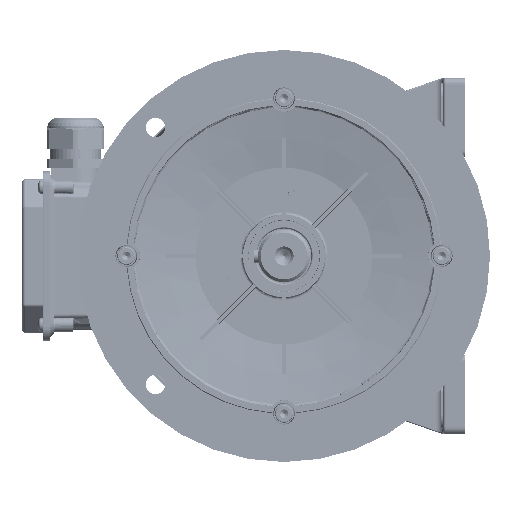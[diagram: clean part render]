
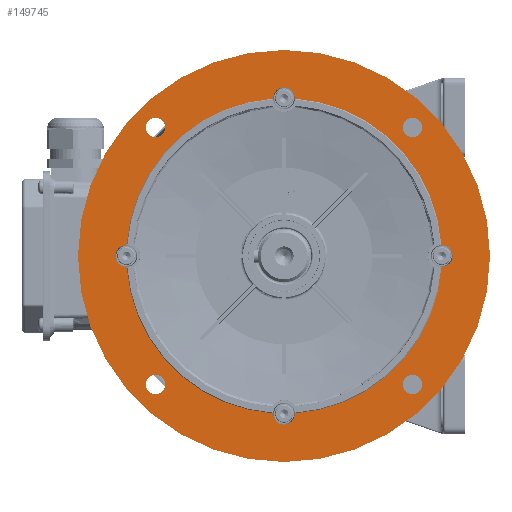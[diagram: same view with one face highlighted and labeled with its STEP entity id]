
A CAD part, left-side view. The second image highlights one B-rep face of the part: STEP entity #149745.
In plain terms, the highlighted face is planar.
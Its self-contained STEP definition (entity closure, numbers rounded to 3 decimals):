
#149082=CARTESIAN_POINT('',(-7.917,114.727,4.5));
#149083=VERTEX_POINT('',#149082);
#149091=CARTESIAN_POINT('',(7.917,114.727,4.5));
#149092=VERTEX_POINT('',#149091);
#149093=CARTESIAN_POINT('',(0.,115.,4.5));
#149094=DIRECTION('',(0.0,0.0,-1.0));
#149095=DIRECTION('',(-1.0,0.0,0.0));
#149096=AXIS2_PLACEMENT_3D('',#149093,#149094,#149095);
#149097=CIRCLE('',#149096,7.921);
#149098=EDGE_CURVE('',#149083,#149092,#149097,.T.);
#149302=CARTESIAN_POINT('',(114.727,7.917,4.5));
#149303=VERTEX_POINT('',#149302);
#149311=CARTESIAN_POINT('',(114.727,-7.917,4.5));
#149312=VERTEX_POINT('',#149311);
#149313=CARTESIAN_POINT('',(115.,0.,4.5));
#149314=DIRECTION('',(0.0,0.0,-1.0));
#149315=DIRECTION('',(-1.0,0.0,0.0));
#149316=AXIS2_PLACEMENT_3D('',#149313,#149314,#149315);
#149317=CIRCLE('',#149316,7.921);
#149318=EDGE_CURVE('',#149303,#149312,#149317,.T.);
#149377=CARTESIAN_POINT('',(-114.727,7.917,4.5));
#149378=VERTEX_POINT('',#149377);
#149386=CARTESIAN_POINT('',(0.0,0.0,4.5));
#149387=DIRECTION('',(0.0,0.0,-1.0));
#149388=DIRECTION('',(-1.0,0.0,0.0));
#149389=AXIS2_PLACEMENT_3D('',#149386,#149387,#149388);
#149390=CIRCLE('',#149389,115.0);
#149391=EDGE_CURVE('',#149378,#149083,#149390,.T.);
#149442=CARTESIAN_POINT('',(7.917,-114.727,4.5));
#149443=VERTEX_POINT('',#149442);
#149451=CARTESIAN_POINT('',(-7.917,-114.727,4.5));
#149452=VERTEX_POINT('',#149451);
#149453=CARTESIAN_POINT('',(0.,-115.,4.5));
#149454=DIRECTION('',(0.0,0.0,-1.0));
#149455=DIRECTION('',(-1.0,0.0,0.0));
#149456=AXIS2_PLACEMENT_3D('',#149453,#149454,#149455);
#149457=CIRCLE('',#149456,7.921);
#149458=EDGE_CURVE('',#149443,#149452,#149457,.T.);
#149626=CARTESIAN_POINT('',(-114.727,-7.917,4.5));
#149627=VERTEX_POINT('',#149626);
#149628=CARTESIAN_POINT('',(0.0,0.0,4.5));
#149629=DIRECTION('',(0.0,0.0,-1.0));
#149630=DIRECTION('',(-1.0,0.0,0.0));
#149631=AXIS2_PLACEMENT_3D('',#149628,#149629,#149630);
#149632=CIRCLE('',#149631,115.0);
#149633=EDGE_CURVE('',#149452,#149627,#149632,.T.);
#149652=CARTESIAN_POINT('',(0.0,0.0,4.5));
#149653=DIRECTION('',(0.0,0.0,-1.0));
#149654=DIRECTION('',(-1.0,0.0,0.0));
#149655=AXIS2_PLACEMENT_3D('',#149652,#149653,#149654);
#149656=CIRCLE('',#149655,115.0);
#149657=EDGE_CURVE('',#149312,#149443,#149656,.T.);
#149663=CARTESIAN_POINT('',(-157.5,0.0,4.5));
#149664=DIRECTION('',(0.0,0.0,1.0));
#149665=DIRECTION('',(1.0,0.0,0.0));
#149666=AXIS2_PLACEMENT_3D('',#149663,#149664,#149665);
#149667=PLANE('',#149666);
#149668=CARTESIAN_POINT('',(150.17,0.,4.5));
#149669=VERTEX_POINT('',#149668);
#149670=CARTESIAN_POINT('',(0.,0.,4.5));
#149671=DIRECTION('',(0.0,0.0,1.0));
#149672=DIRECTION('',(-1.0,0.0,0.0));
#149673=AXIS2_PLACEMENT_3D('',#149670,#149671,#149672);
#149674=CIRCLE('',#149673,150.17);
#149675=EDGE_CURVE('',#149669,#149669,#149674,.T.);
#149676=ORIENTED_EDGE('',*,*,#149675,.F.);
#149677=EDGE_LOOP('',(#149676));
#149678=FACE_OUTER_BOUND('',#149677,.T.);
#149679=ORIENTED_EDGE('',*,*,#149318,.F.);
#149680=CARTESIAN_POINT('',(0.0,0.0,4.5));
#149681=DIRECTION('',(0.0,0.0,-1.0));
#149682=DIRECTION('',(-1.0,0.0,0.0));
#149683=AXIS2_PLACEMENT_3D('',#149680,#149681,#149682);
#149684=CIRCLE('',#149683,115.0);
#149685=EDGE_CURVE('',#149092,#149303,#149684,.T.);
#149686=ORIENTED_EDGE('',*,*,#149685,.F.);
#149687=ORIENTED_EDGE('',*,*,#149098,.F.);
#149688=ORIENTED_EDGE('',*,*,#149391,.F.);
#149689=CARTESIAN_POINT('',(-115.,0.,4.5));
#149690=DIRECTION('',(0.0,0.0,-1.0));
#149691=DIRECTION('',(-1.0,0.0,0.0));
#149692=AXIS2_PLACEMENT_3D('',#149689,#149690,#149691);
#149693=CIRCLE('',#149692,7.921);
#149694=EDGE_CURVE('',#149627,#149378,#149693,.T.);
#149695=ORIENTED_EDGE('',*,*,#149694,.F.);
#149696=ORIENTED_EDGE('',*,*,#149633,.F.);
#149697=ORIENTED_EDGE('',*,*,#149458,.F.);
#149698=ORIENTED_EDGE('',*,*,#149657,.F.);
#149699=EDGE_LOOP('',(#149679,#149686,#149687,#149688,#149695,#149696,#149697,#149698));
#149700=FACE_BOUND('',#149699,.T.);
#149701=CARTESIAN_POINT('',(100.692,-93.692,4.5));
#149702=VERTEX_POINT('',#149701);
#149703=CARTESIAN_POINT('',(93.692,-93.692,4.5));
#149704=DIRECTION('',(0.0,0.0,-1.0));
#149705=DIRECTION('',(-1.0,0.0,0.0));
#149706=AXIS2_PLACEMENT_3D('',#149703,#149704,#149705);
#149707=CIRCLE('',#149706,7.);
#149708=EDGE_CURVE('',#149702,#149702,#149707,.T.);
#149709=ORIENTED_EDGE('',*,*,#149708,.F.);
#149710=EDGE_LOOP('',(#149709));
#149711=FACE_BOUND('',#149710,.T.);
#149712=CARTESIAN_POINT('',(-86.692,-93.692,4.5));
#149713=VERTEX_POINT('',#149712);
#149714=CARTESIAN_POINT('',(-93.692,-93.692,4.5));
#149715=DIRECTION('',(0.0,0.0,-1.0));
#149716=DIRECTION('',(-1.0,0.0,0.0));
#149717=AXIS2_PLACEMENT_3D('',#149714,#149715,#149716);
#149718=CIRCLE('',#149717,7.);
#149719=EDGE_CURVE('',#149713,#149713,#149718,.T.);
#149720=ORIENTED_EDGE('',*,*,#149719,.F.);
#149721=EDGE_LOOP('',(#149720));
#149722=FACE_BOUND('',#149721,.T.);
#149723=CARTESIAN_POINT('',(-86.692,93.692,4.5));
#149724=VERTEX_POINT('',#149723);
#149725=CARTESIAN_POINT('',(-93.692,93.692,4.5));
#149726=DIRECTION('',(0.0,0.0,-1.0));
#149727=DIRECTION('',(-1.0,0.0,0.0));
#149728=AXIS2_PLACEMENT_3D('',#149725,#149726,#149727);
#149729=CIRCLE('',#149728,7.);
#149730=EDGE_CURVE('',#149724,#149724,#149729,.T.);
#149731=ORIENTED_EDGE('',*,*,#149730,.F.);
#149732=EDGE_LOOP('',(#149731));
#149733=FACE_BOUND('',#149732,.T.);
#149734=CARTESIAN_POINT('',(100.692,93.692,4.5));
#149735=VERTEX_POINT('',#149734);
#149736=CARTESIAN_POINT('',(93.692,93.692,4.5));
#149737=DIRECTION('',(0.0,0.0,-1.0));
#149738=DIRECTION('',(-1.0,0.0,0.0));
#149739=AXIS2_PLACEMENT_3D('',#149736,#149737,#149738);
#149740=CIRCLE('',#149739,7.);
#149741=EDGE_CURVE('',#149735,#149735,#149740,.T.);
#149742=ORIENTED_EDGE('',*,*,#149741,.F.);
#149743=EDGE_LOOP('',(#149742));
#149744=FACE_BOUND('',#149743,.T.);
#149745=ADVANCED_FACE('',(#149678,#149700,#149711,#149722,#149733,#149744),#149667,.F.);
